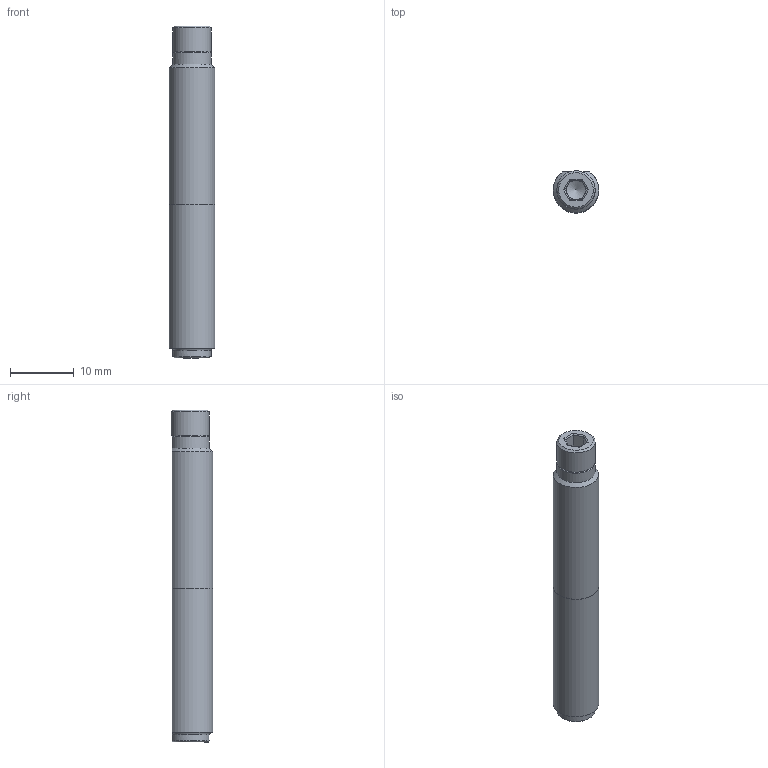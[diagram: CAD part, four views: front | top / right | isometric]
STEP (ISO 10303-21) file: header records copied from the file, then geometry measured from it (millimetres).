
FILE_DESCRIPTION(/* description */ ('KriTec System-Stoßverbindungssatz Nut 5 Raster 20'),/* implementation_level */ '2;1');
FILE_NAME(/* name */ '13015_KriTec_System-Stossverbindungssatz_Nut_5_Raster_20.stp',/* time_stamp */ '2020-03-18T11:55:10+01:00',/* author */ ('jendrek'),/* organization */ (''),/* preprocessor_version */ 'ST-DEVELOPER v17',/* originating_system */ 'Autodesk Inventor 2018',/* authorisation */ '');
FILE_SCHEMA (('AUTOMOTIVE_DESIGN { 1 0 10303 214 3 1 1 }'));
Length unit declared in the file: millimetre
Products named in the file (4): 13015; 13015_0; 13015_1; 13015_2
Assembly tree (3 placements, depth 2):
  13015
    13015_0
    13015_1
    13015_2
Bounding box: 7.14 x 6.56 x 52 mm (x, y, z)
Volume: 1871.6 mm3; surface area: 2441.5 mm2
Topology: 3 solids, 3 shells, 69 faces, 175 edges, 114 vertices
Faces by surface type: cylinder 33, plane 29, cone 6, torus 1
Full cylindrical faces by diameter (mm): 3 x1, 3.242 x1, 4 x1, 4.2 x1, 6 x1
Entity records: 2264 total; most frequent: DIRECTION 414, CARTESIAN_POINT 391, ORIENTED_EDGE 348, EDGE_CURVE 174, AXIS2_PLACEMENT_3D 169, VERTEX_POINT 114, CIRCLE 86, EDGE_LOOP 76
